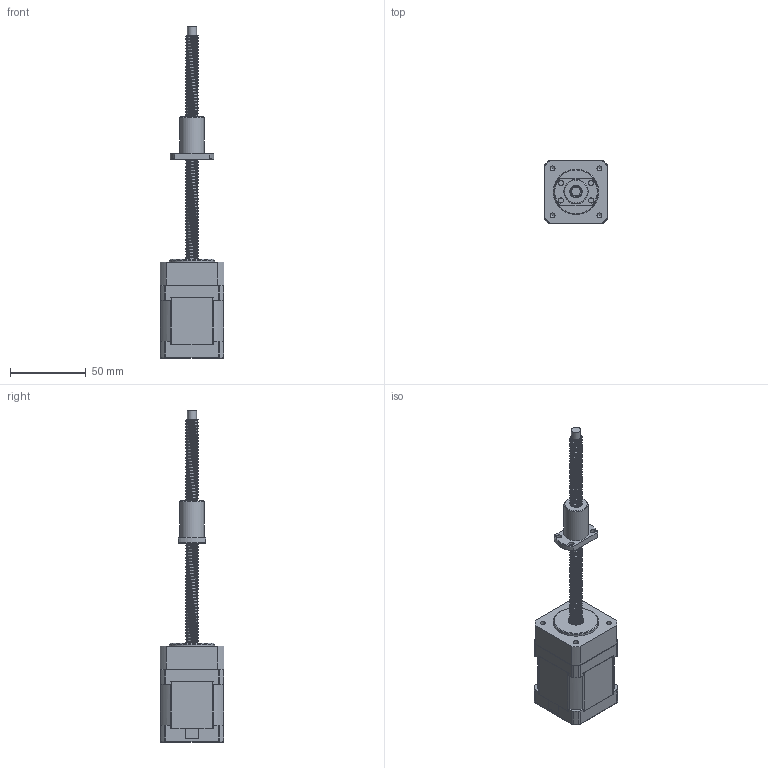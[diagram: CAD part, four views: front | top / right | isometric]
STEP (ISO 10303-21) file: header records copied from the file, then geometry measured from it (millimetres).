
FILE_DESCRIPTION( ( '' ), '1' );
FILE_NAME( 'MS545H-A-LSH0805_VerA.stp', '2022-03-24T09:23:45', ( 'Dimamotor' ), ( 'Dimamotor' ), 'PSStep 17.0.49', ' ', ' ' );
FILE_SCHEMA( ( 'AUTOMOTIVE_DESIGN { 1 0 10303 214 1 1 1 1 }' ) );
Length unit declared in the file: millimetre
Products named in the file (4): Assem1; MS545H-A-LSH; PRA-0802(L=150); NUT_0805_VerA
Assembly tree (3 placements, depth 2):
  Assem1
    MS545H-A-LSH
    PRA-0802(L=150)
    NUT_0805_VerA
Bounding box: 42 x 42 x 219 mm (x, y, z)
Volume: 123193.2 mm3; surface area: 23856 mm2
Topology: 3 solids, 4 shells, 169 faces, 425 edges, 269 vertices
Faces by surface type: cylinder 73, plane 57, cone 24, torus 12, bspline 3
Full cylindrical faces by diameter (mm): 3.3 x8, 3.4 x4, 6 x1, 6.917 x1, 10.5 x2, 16 x1, 30 x1
Entity records: 24401 total; most frequent: CARTESIAN_POINT 18978, DIRECTION 904, ORIENTED_EDGE 768, EDGE_CURVE 384, AXIS2_PLACEMENT_3D 368, VERTEX_POINT 260, EDGE_LOOP 210, CIRCLE 198
